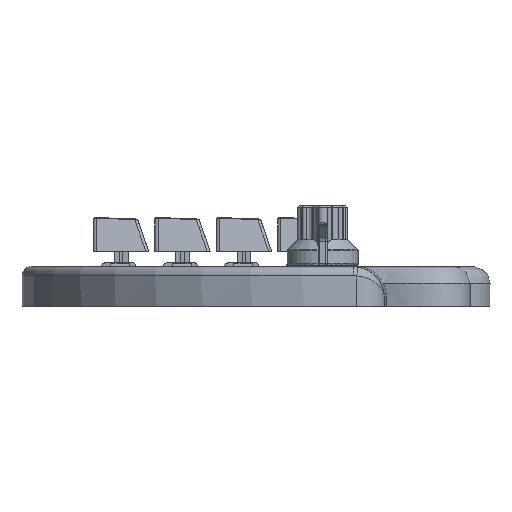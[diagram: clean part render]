
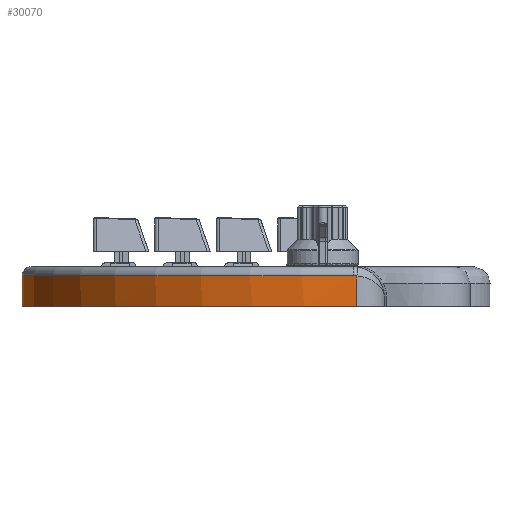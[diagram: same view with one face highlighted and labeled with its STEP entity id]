
A CAD part, left-side view. The second image highlights one B-rep face of the part: STEP entity #30070.
In plain terms, the highlighted cylindrical face has radius 99.376 mm (diameter 198.752 mm), a partial arc.
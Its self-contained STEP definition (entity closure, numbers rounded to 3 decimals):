
#420=B_SPLINE_CURVE_WITH_KNOTS('',3,(#53347,#53348,#53349,#53350),
 .UNSPECIFIED.,.F.,.F.,(4,4),(-0.099,0.),
 .UNSPECIFIED.);
#1908=CYLINDRICAL_SURFACE('',#32961,99.376);
#3142=CIRCLE('',#32962,99.376);
#3143=CIRCLE('',#32963,99.376);
#4940=FACE_OUTER_BOUND('',#6882,.T.);
#6882=EDGE_LOOP('',(#26775,#26776,#26777,#26778,#26779));
#9614=LINE('',#53392,#12482);
#9617=LINE('',#53413,#12485);
#12482=VECTOR('',#40312,10.);
#12485=VECTOR('',#40323,10.);
#15211=VERTEX_POINT('',#53344);
#15212=VERTEX_POINT('',#53346);
#15215=VERTEX_POINT('',#53391);
#15218=VERTEX_POINT('',#53410);
#15219=VERTEX_POINT('',#53412);
#19120=EDGE_CURVE('',#15211,#15212,#420,.T.);
#19125=EDGE_CURVE('',#15212,#15215,#9614,.T.);
#19130=EDGE_CURVE('',#15218,#15211,#3142,.T.);
#19131=EDGE_CURVE('',#15219,#15218,#9617,.T.);
#19132=EDGE_CURVE('',#15219,#15215,#3143,.T.);
#26775=ORIENTED_EDGE('',*,*,#19125,.F.);
#26776=ORIENTED_EDGE('',*,*,#19120,.F.);
#26777=ORIENTED_EDGE('',*,*,#19130,.F.);
#26778=ORIENTED_EDGE('',*,*,#19131,.F.);
#26779=ORIENTED_EDGE('',*,*,#19132,.T.);
#30070=ADVANCED_FACE('',(#4940),#1908,.T.);
#32961=AXIS2_PLACEMENT_3D('',#53409,#40319,#40320);
#32962=AXIS2_PLACEMENT_3D('',#53411,#40321,#40322);
#32963=AXIS2_PLACEMENT_3D('',#53414,#40324,#40325);
#40312=DIRECTION('',(0.,0.,-1.));
#40319=DIRECTION('center_axis',(0.,0.,1.));
#40320=DIRECTION('ref_axis',(0.226,0.974,0.));
#40321=DIRECTION('center_axis',(0.,0.,1.));
#40322=DIRECTION('ref_axis',(-0.692,0.722,0.));
#40323=DIRECTION('',(0.,0.,1.));
#40324=DIRECTION('center_axis',(0.,0.,1.));
#40325=DIRECTION('ref_axis',(0.226,0.974,0.));
#53344=CARTESIAN_POINT('',(-99.081,-39.591,10.));
#53346=CARTESIAN_POINT('',(-98.987,-40.599,9.932));
#53347=CARTESIAN_POINT('Ctrl Pts',(-99.081,-39.591,
10.));
#53348=CARTESIAN_POINT('Ctrl Pts',(-99.051,-39.928,
10.));
#53349=CARTESIAN_POINT('Ctrl Pts',(-99.019,-40.266,
9.977));
#53350=CARTESIAN_POINT('Ctrl Pts',(-98.987,-40.599,
9.932));
#53391=CARTESIAN_POINT('',(-98.987,-40.599,0.));
#53392=CARTESIAN_POINT('',(-98.987,-40.599,0.));
#53409=CARTESIAN_POINT('Origin',(-0.088,-30.871,
0.));
#53410=CARTESIAN_POINT('',(22.357,65.937,10.));
#53411=CARTESIAN_POINT('Origin',(-0.088,-30.871,
10.));
#53412=CARTESIAN_POINT('',(22.357,65.937,0.));
#53413=CARTESIAN_POINT('',(22.357,65.937,0.));
#53414=CARTESIAN_POINT('Origin',(-0.088,-30.871,
0.));
